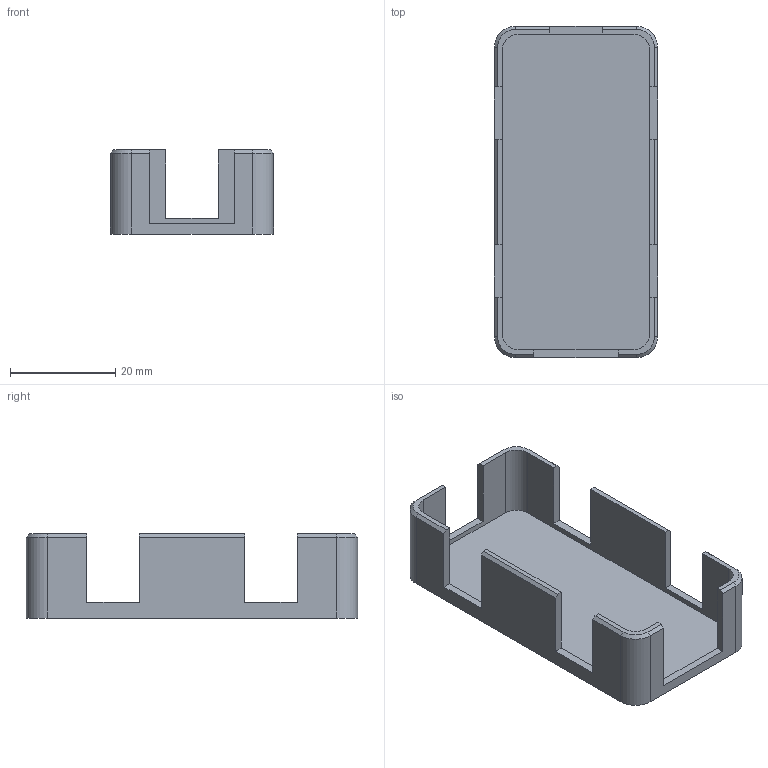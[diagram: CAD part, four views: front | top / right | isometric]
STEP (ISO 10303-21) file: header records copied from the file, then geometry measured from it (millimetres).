
FILE_DESCRIPTION(('FreeCAD Model'),'2;1');
FILE_NAME('Open CASCADE Shape Model','2024-08-29T16:02:01',(''),(''), 'Open CASCADE STEP processor 7.6','FreeCAD','Unknown');
FILE_SCHEMA(('AUTOMOTIVE_DESIGN { 1 0 10303 214 1 1 1 1 }'));
Length unit declared in the file: millimetre
Products named in the file (1): elevator_remote_bot001
Bounding box: 31 x 63 x 16 mm (x, y, z)
Volume: 6284.9 mm3; surface area: 7614.5 mm2
Topology: 1 solids, 1 shells, 57 faces, 155 edges, 100 vertices
Faces by surface type: plane 45, cylinder 8, cone 4
Entity records: 1793 total; most frequent: CARTESIAN_POINT 313, ORIENTED_EDGE 310, DIRECTION 291, EDGE_CURVE 155, LINE 135, VECTOR 135, VERTEX_POINT 100, AXIS2_PLACEMENT_3D 78
